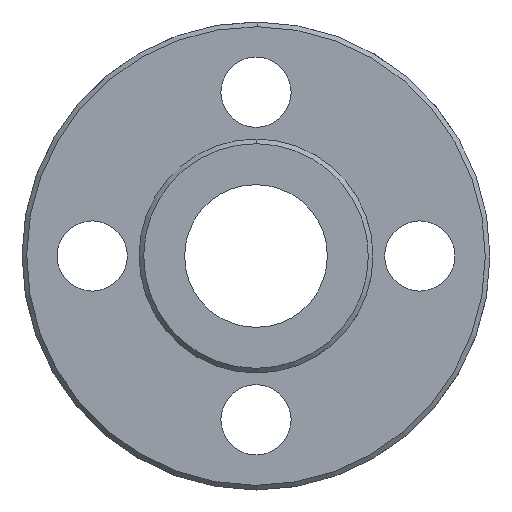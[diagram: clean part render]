
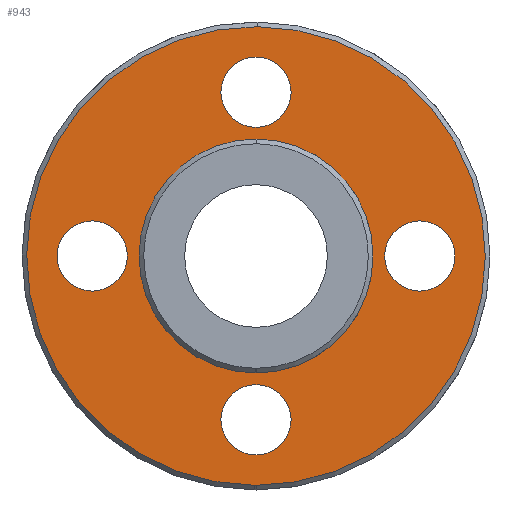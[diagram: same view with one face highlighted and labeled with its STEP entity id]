
A CAD part, left-side view. The second image highlights one B-rep face of the part: STEP entity #943.
In plain terms, the highlighted planar face has unit normal (-1, 0, 0).
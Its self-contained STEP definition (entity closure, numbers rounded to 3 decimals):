
#7 = DIRECTION ( 'NONE',  ( -1., 0., 0. ) ) ;
#14 = CIRCLE ( 'NONE', #902, 1.5 ) ;
#18 = CIRCLE ( 'NONE', #411, 9.8 ) ;
#25 = DIRECTION ( 'NONE',  ( 0., 0., 1. ) ) ;
#26 = CARTESIAN_POINT ( 'NONE',  ( -23.8, 20.604, -0.645 ) ) ;
#27 = ORIENTED_EDGE ( 'NONE', *, *, #871, .T. ) ;
#28 = EDGE_LOOP ( 'NONE', ( #27, #189 ) ) ;
#30 = AXIS2_PLACEMENT_3D ( 'NONE', #210, #39, #339 ) ;
#39 = DIRECTION ( 'NONE',  ( 1., 0., 0. ) ) ;
#41 = EDGE_LOOP ( 'NONE', ( #279, #148 ) ) ;
#75 = CARTESIAN_POINT ( 'NONE',  ( -23.8, 27.604, -6.145 ) ) ;
#77 = VERTEX_POINT ( 'NONE', #665 ) ;
#80 = CARTESIAN_POINT ( 'NONE',  ( -23.8, 27.604, 0.855 ) ) ;
#86 = DIRECTION ( 'NONE',  ( 0., 0.005, -1. ) ) ;
#95 = FACE_BOUND ( 'NONE', #697, .T. ) ;
#102 = DIRECTION ( 'NONE',  ( 0., 1., 0.005 ) ) ;
#104 = DIRECTION ( 'NONE',  ( 0., 0., 1. ) ) ;
#125 = EDGE_CURVE ( 'NONE', #704, #853, #778, .T. ) ;
#133 = ORIENTED_EDGE ( 'NONE', *, *, #125, .F. ) ;
#137 = DIRECTION ( 'NONE',  ( -1., 0., 0. ) ) ;
#145 = CIRCLE ( 'NONE', #449, 9.8 ) ;
#146 = CARTESIAN_POINT ( 'NONE',  ( -23.8, 27.604, 0.855 ) ) ;
#148 = ORIENTED_EDGE ( 'NONE', *, *, #799, .F. ) ;
#152 = VERTEX_POINT ( 'NONE', #533 ) ;
#165 = DIRECTION ( 'NONE',  ( 0., 0., 1. ) ) ;
#173 = FACE_OUTER_BOUND ( 'NONE', #811, .T. ) ;
#189 = ORIENTED_EDGE ( 'NONE', *, *, #654, .T. ) ;
#205 = DIRECTION ( 'NONE',  ( -1., 0., 0. ) ) ;
#210 = CARTESIAN_POINT ( 'NONE',  ( -23.8, 27.604, 0.855 ) ) ;
#215 = CARTESIAN_POINT ( 'NONE',  ( -23.8, 27.604, 9.355 ) ) ;
#237 = AXIS2_PLACEMENT_3D ( 'NONE', #908, #610, #86 ) ;
#241 = VERTEX_POINT ( 'NONE', #783 ) ;
#253 = CARTESIAN_POINT ( 'NONE',  ( -23.8, 34.604, -0.645 ) ) ;
#259 = VERTEX_POINT ( 'NONE', #26 ) ;
#264 = VERTEX_POINT ( 'NONE', #253 ) ;
#279 = ORIENTED_EDGE ( 'NONE', *, *, #755, .F. ) ;
#285 = CIRCLE ( 'NONE', #748, 1.5 ) ;
#290 = VERTEX_POINT ( 'NONE', #924 ) ;
#301 = DIRECTION ( 'NONE',  ( 0., 0., 1. ) ) ;
#303 = VERTEX_POINT ( 'NONE', #934 ) ;
#310 = AXIS2_PLACEMENT_3D ( 'NONE', #312, #596, #25 ) ;
#312 = CARTESIAN_POINT ( 'NONE',  ( -23.8, 20.604, 0.855 ) ) ;
#321 = CARTESIAN_POINT ( 'NONE',  ( -23.8, 27.604, 6.355 ) ) ;
#322 = CARTESIAN_POINT ( 'NONE',  ( -23.8, 34.604, 0.855 ) ) ;
#326 = AXIS2_PLACEMENT_3D ( 'NONE', #862, #205, #565 ) ;
#327 = VERTEX_POINT ( 'NONE', #754 ) ;
#329 = AXIS2_PLACEMENT_3D ( 'NONE', #370, #664, #961 ) ;
#336 = VERTEX_POINT ( 'NONE', #691 ) ;
#339 = DIRECTION ( 'NONE',  ( 0., -0.005, 1. ) ) ;
#349 = AXIS2_PLACEMENT_3D ( 'NONE', #80, #766, #102 ) ;
#352 = EDGE_CURVE ( 'NONE', #264, #327, #14, .T. ) ;
#356 = DIRECTION ( 'NONE',  ( -1., 0., 0. ) ) ;
#363 = AXIS2_PLACEMENT_3D ( 'NONE', #388, #522, #823 ) ;
#370 = CARTESIAN_POINT ( 'NONE',  ( -23.8, 27.604, -6.145 ) ) ;
#383 = EDGE_CURVE ( 'NONE', #853, #704, #780, .T. ) ;
#387 = ORIENTED_EDGE ( 'NONE', *, *, #430, .F. ) ;
#388 = CARTESIAN_POINT ( 'NONE',  ( -23.8, 27.604, 0.855 ) ) ;
#401 = FACE_BOUND ( 'NONE', #28, .T. ) ;
#411 = AXIS2_PLACEMENT_3D ( 'NONE', #146, #574, #878 ) ;
#430 = EDGE_CURVE ( 'NONE', #259, #241, #856, .T. ) ;
#435 = VERTEX_POINT ( 'NONE', #538 ) ;
#445 = PLANE ( 'NONE',  #349 ) ;
#449 = AXIS2_PLACEMENT_3D ( 'NONE', #734, #137, #301 ) ;
#468 = FACE_BOUND ( 'NONE', #828, .T. ) ;
#471 = CARTESIAN_POINT ( 'NONE',  ( -23.8, 27.604, 7.855 ) ) ;
#477 = EDGE_LOOP ( 'NONE', ( #879, #822 ) ) ;
#478 = AXIS2_PLACEMENT_3D ( 'NONE', #471, #544, #165 ) ;
#491 = VERTEX_POINT ( 'NONE', #529 ) ;
#501 = DIRECTION ( 'NONE',  ( -1., 0., 0. ) ) ;
#510 = DIRECTION ( 'NONE',  ( 0., 0., 1. ) ) ;
#514 = DIRECTION ( 'NONE',  ( 0., 0., 1. ) ) ;
#522 = DIRECTION ( 'NONE',  ( -1., 0., 0. ) ) ;
#525 = DIRECTION ( 'NONE',  ( 0., 0., 1. ) ) ;
#529 = CARTESIAN_POINT ( 'NONE',  ( -23.8, 27.576, 5.855 ) ) ;
#531 = EDGE_CURVE ( 'NONE', #327, #264, #903, .T. ) ;
#532 = FACE_BOUND ( 'NONE', #477, .T. ) ;
#533 = CARTESIAN_POINT ( 'NONE',  ( -23.8, 27.657, -8.945 ) ) ;
#538 = CARTESIAN_POINT ( 'NONE',  ( -23.8, 27.604, -7.645 ) ) ;
#544 = DIRECTION ( 'NONE',  ( -1., 0., 0. ) ) ;
#551 = ORIENTED_EDGE ( 'NONE', *, *, #827, .T. ) ;
#556 = AXIS2_PLACEMENT_3D ( 'NONE', #919, #7, #104 ) ;
#565 = DIRECTION ( 'NONE',  ( 0., 0., 1. ) ) ;
#574 = DIRECTION ( 'NONE',  ( -1., 0., 0. ) ) ;
#596 = DIRECTION ( 'NONE',  ( -1., 0., 0. ) ) ;
#605 = CIRCLE ( 'NONE', #310, 1.5 ) ;
#610 = DIRECTION ( 'NONE',  ( 1., 0., 0. ) ) ;
#627 = ORIENTED_EDGE ( 'NONE', *, *, #768, .T. ) ;
#641 = CIRCLE ( 'NONE', #237, 5. ) ;
#644 = ORIENTED_EDGE ( 'NONE', *, *, #383, .F. ) ;
#654 = EDGE_CURVE ( 'NONE', #491, #336, #951, .T. ) ;
#655 = CIRCLE ( 'NONE', #363, 9.8 ) ;
#664 = DIRECTION ( 'NONE',  ( -1., 0., 0. ) ) ;
#665 = CARTESIAN_POINT ( 'NONE',  ( -23.8, 27.604, -4.645 ) ) ;
#691 = CARTESIAN_POINT ( 'NONE',  ( -23.8, 27.631, -4.145 ) ) ;
#697 = EDGE_LOOP ( 'NONE', ( #387, #795 ) ) ;
#704 = VERTEX_POINT ( 'NONE', #215 ) ;
#734 = CARTESIAN_POINT ( 'NONE',  ( -23.8, 27.604, 0.855 ) ) ;
#748 = AXIS2_PLACEMENT_3D ( 'NONE', #75, #501, #514 ) ;
#750 = EDGE_CURVE ( 'NONE', #152, #303, #18, .T. ) ;
#754 = CARTESIAN_POINT ( 'NONE',  ( -23.8, 34.604, 2.355 ) ) ;
#755 = EDGE_CURVE ( 'NONE', #435, #77, #285, .T. ) ;
#760 = FACE_BOUND ( 'NONE', #41, .T. ) ;
#764 = DIRECTION ( 'NONE',  ( -1., 0., 0. ) ) ;
#766 = DIRECTION ( 'NONE',  ( -1., 0., 0. ) ) ;
#768 = EDGE_CURVE ( 'NONE', #290, #152, #145, .T. ) ;
#778 = CIRCLE ( 'NONE', #915, 1.5 ) ;
#780 = CIRCLE ( 'NONE', #478, 1.5 ) ;
#783 = CARTESIAN_POINT ( 'NONE',  ( -23.8, 20.604, 2.355 ) ) ;
#795 = ORIENTED_EDGE ( 'NONE', *, *, #852, .F. ) ;
#799 = EDGE_CURVE ( 'NONE', #77, #435, #921, .T. ) ;
#811 = EDGE_LOOP ( 'NONE', ( #952, #551, #627 ) ) ;
#822 = ORIENTED_EDGE ( 'NONE', *, *, #531, .F. ) ;
#823 = DIRECTION ( 'NONE',  ( 0., 0., 1. ) ) ;
#827 = EDGE_CURVE ( 'NONE', #303, #290, #655, .T. ) ;
#828 = EDGE_LOOP ( 'NONE', ( #644, #133 ) ) ;
#852 = EDGE_CURVE ( 'NONE', #241, #259, #605, .T. ) ;
#853 = VERTEX_POINT ( 'NONE', #321 ) ;
#856 = CIRCLE ( 'NONE', #556, 1.5 ) ;
#862 = CARTESIAN_POINT ( 'NONE',  ( -23.8, 34.604, 0.855 ) ) ;
#871 = EDGE_CURVE ( 'NONE', #336, #491, #641, .T. ) ;
#878 = DIRECTION ( 'NONE',  ( 0., 0., 1. ) ) ;
#879 = ORIENTED_EDGE ( 'NONE', *, *, #352, .F. ) ;
#887 = CARTESIAN_POINT ( 'NONE',  ( -23.8, 27.604, 7.855 ) ) ;
#902 = AXIS2_PLACEMENT_3D ( 'NONE', #322, #764, #525 ) ;
#903 = CIRCLE ( 'NONE', #326, 1.5 ) ;
#908 = CARTESIAN_POINT ( 'NONE',  ( -23.8, 27.604, 0.855 ) ) ;
#915 = AXIS2_PLACEMENT_3D ( 'NONE', #887, #356, #510 ) ;
#919 = CARTESIAN_POINT ( 'NONE',  ( -23.8, 20.604, 0.855 ) ) ;
#921 = CIRCLE ( 'NONE', #329, 1.5 ) ;
#924 = CARTESIAN_POINT ( 'NONE',  ( -23.8, 27.55, 10.655 ) ) ;
#934 = CARTESIAN_POINT ( 'NONE',  ( -23.8, 27.604, -8.945 ) ) ;
#943 = ADVANCED_FACE ( 'NONE', ( #173, #532, #760, #95, #468, #401 ), #445, .T. ) ;
#951 = CIRCLE ( 'NONE', #30, 5. ) ;
#952 = ORIENTED_EDGE ( 'NONE', *, *, #750, .T. ) ;
#961 = DIRECTION ( 'NONE',  ( 0., 0., 1. ) ) ;
